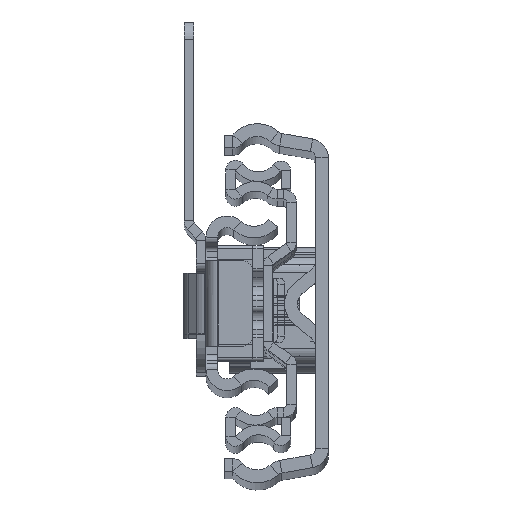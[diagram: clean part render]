
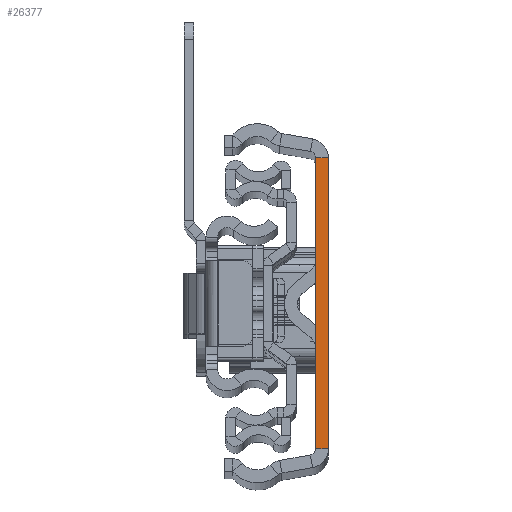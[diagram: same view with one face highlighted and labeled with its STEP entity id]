
A CAD part, top view. The second image highlights one B-rep face of the part: STEP entity #26377.
In plain terms, the highlighted planar face has unit normal (0, 0, 1).
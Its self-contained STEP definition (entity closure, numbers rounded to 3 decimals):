
#341 = EDGE_LOOP ( 'NONE', ( #21077, #6013, #18156, #4842 ) ) ;
#483 = CARTESIAN_POINT ( 'NONE',  ( 0., 22.677, 0. ) ) ;
#657 = CARTESIAN_POINT ( 'NONE',  ( 2., -22.677, 0. ) ) ;
#667 = CARTESIAN_POINT ( 'NONE',  ( 0., -22.677, 0. ) ) ;
#1950 = VERTEX_POINT ( 'NONE', #18491 ) ;
#2008 = LINE ( 'NONE', #11838, #14994 ) ;
#3303 = VERTEX_POINT ( 'NONE', #667 ) ;
#3658 = VERTEX_POINT ( 'NONE', #483 ) ;
#4842 = ORIENTED_EDGE ( 'NONE', *, *, #26326, .T. ) ;
#6013 = ORIENTED_EDGE ( 'NONE', *, *, #21567, .F. ) ;
#7414 = DIRECTION ( 'NONE',  ( 1., 0., 0. ) ) ;
#7445 = FACE_OUTER_BOUND ( 'NONE', #341, .T. ) ;
#7588 = PLANE ( 'NONE',  #29805 ) ;
#7877 = VERTEX_POINT ( 'NONE', #9324 ) ;
#9324 = CARTESIAN_POINT ( 'NONE',  ( 2., 22.677, 0. ) ) ;
#11838 = CARTESIAN_POINT ( 'NONE',  ( 0., -22.677, 0. ) ) ;
#12468 = LINE ( 'NONE', #25977, #23437 ) ;
#14994 = VECTOR ( 'NONE', #23499, 1000. ) ;
#18156 = ORIENTED_EDGE ( 'NONE', *, *, #19523, .T. ) ;
#18491 = CARTESIAN_POINT ( 'NONE',  ( 2., -22.677, 0. ) ) ;
#18766 = LINE ( 'NONE', #25702, #25873 ) ;
#19226 = DIRECTION ( 'NONE',  ( 0., 1., 0. ) ) ;
#19523 = EDGE_CURVE ( 'NONE', #3303, #1950, #22994, .T. ) ;
#19744 = VECTOR ( 'NONE', #20217, 1000. ) ;
#20217 = DIRECTION ( 'NONE',  ( 1., 0., 0. ) ) ;
#20800 = DIRECTION ( 'NONE',  ( 0., 1., 0. ) ) ;
#21077 = ORIENTED_EDGE ( 'NONE', *, *, #26720, .F. ) ;
#21567 = EDGE_CURVE ( 'NONE', #3303, #3658, #2008, .T. ) ;
#22691 = CARTESIAN_POINT ( 'NONE',  ( 2., -22.677, 0. ) ) ;
#22994 = LINE ( 'NONE', #22691, #19744 ) ;
#23437 = VECTOR ( 'NONE', #7414, 1000. ) ;
#23499 = DIRECTION ( 'NONE',  ( 0., 1., 0. ) ) ;
#25702 = CARTESIAN_POINT ( 'NONE',  ( 2., -22.677, 0. ) ) ;
#25873 = VECTOR ( 'NONE', #20800, 1000. ) ;
#25977 = CARTESIAN_POINT ( 'NONE',  ( 2., 22.677, 0. ) ) ;
#26157 = DIRECTION ( 'NONE',  ( 0., 0., -1. ) ) ;
#26326 = EDGE_CURVE ( 'NONE', #1950, #7877, #18766, .T. ) ;
#26377 = ADVANCED_FACE ( 'NONE', ( #7445 ), #7588, .F. ) ;
#26720 = EDGE_CURVE ( 'NONE', #3658, #7877, #12468, .T. ) ;
#29805 = AXIS2_PLACEMENT_3D ( 'NONE', #657, #26157, #19226 ) ;
